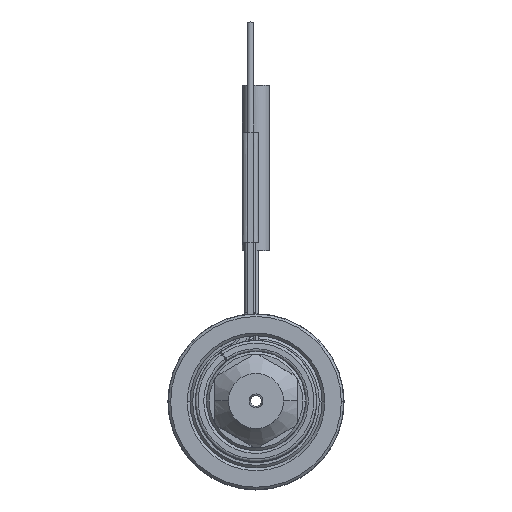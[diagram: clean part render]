
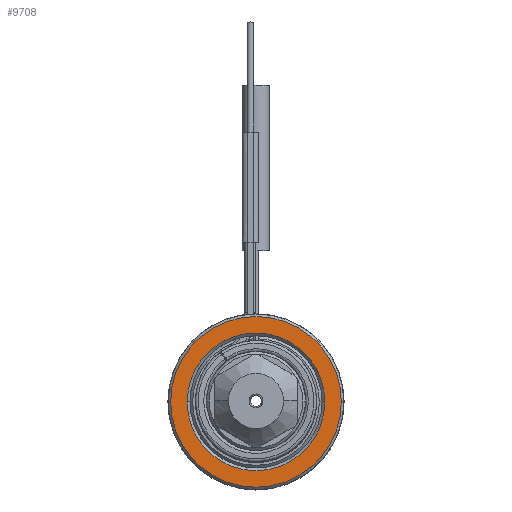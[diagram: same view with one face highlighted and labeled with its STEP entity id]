
A CAD part, top view. The second image highlights one B-rep face of the part: STEP entity #9708.
In plain terms, the highlighted planar face has unit normal (0, 0, 1).
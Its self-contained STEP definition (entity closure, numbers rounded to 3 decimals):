
#2259=CARTESIAN_POINT('',(0.,0.,25.));
#2260=DIRECTION('',(0.,0.,-1.));
#2261=DIRECTION('',(-1.,0.,0.));
#2262=AXIS2_PLACEMENT_3D('',#2259,#2260,#2261);
#2273=CARTESIAN_POINT('',(0.,0.,25.));
#2274=DIRECTION('',(0.,0.,-1.));
#2275=DIRECTION('',(1.,0.,0.));
#2276=AXIS2_PLACEMENT_3D('',#2273,#2274,#2275);
#2287=CARTESIAN_POINT('',(0.,0.,
25.));
#2288=DIRECTION('',(0.,0.,-1.));
#2289=DIRECTION('',(1.,0.,0.));
#2290=AXIS2_PLACEMENT_3D('',#2287,#2288,#2289);
#2301=CARTESIAN_POINT('',(0.,0.,25.));
#2302=DIRECTION('',(0.,0.,-1.));
#2303=DIRECTION('',(-1.,0.,0.));
#2304=AXIS2_PLACEMENT_3D('',#2301,#2302,#2303);
#6971=CARTESIAN_POINT('',(15.5,0.,25.));
#6972=CARTESIAN_POINT('',(-15.5,0.,
25.));
#6973=VERTEX_POINT('',#6971);
#6974=VERTEX_POINT('',#6972);
#6975=CARTESIAN_POINT('',(12.5,0.,25.));
#6976=CARTESIAN_POINT('',(-12.5,0.,25.));
#6977=VERTEX_POINT('',#6975);
#6978=VERTEX_POINT('',#6976);
#9693=CARTESIAN_POINT('',(0.,0.,25.));
#9694=DIRECTION('',(0.,0.,1.));
#9695=DIRECTION('',(-1.,0.,0.));
#9696=AXIS2_PLACEMENT_3D('',#9693,#9694,#9695);
#9697=PLANE('',#9696);
#9698=ORIENTED_EDGE('',*,*,#9675,.T.);
#9699=ORIENTED_EDGE('',*,*,#9660,.T.);
#9700=EDGE_LOOP('',(#9698,#9699));
#9701=FACE_OUTER_BOUND('',#9700,.F.);
#9703=ORIENTED_EDGE('',*,*,#9702,.F.);
#9705=ORIENTED_EDGE('',*,*,#9704,.F.);
#9706=EDGE_LOOP('',(#9703,#9705));
#9707=FACE_BOUND('',#9706,.F.);
#2263=CIRCLE('',#2262,15.5);
#2277=CIRCLE('',#2276,15.5);
#2291=CIRCLE('',#2290,12.5);
#2305=CIRCLE('',#2304,12.5);
#9660=EDGE_CURVE('',#6974,#6973,#2263,.T.);
#9675=EDGE_CURVE('',#6973,#6974,#2277,.T.);
#9702=EDGE_CURVE('',#6977,#6978,#2291,.T.);
#9704=EDGE_CURVE('',#6978,#6977,#2305,.T.);
#9708=ADVANCED_FACE('',(#9701,#9707),#9697,.T.);
